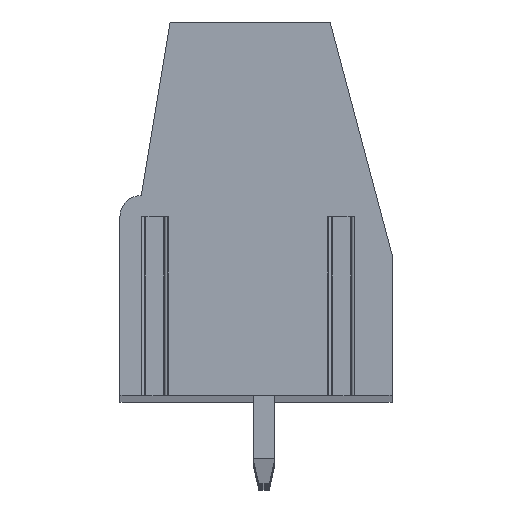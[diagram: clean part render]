
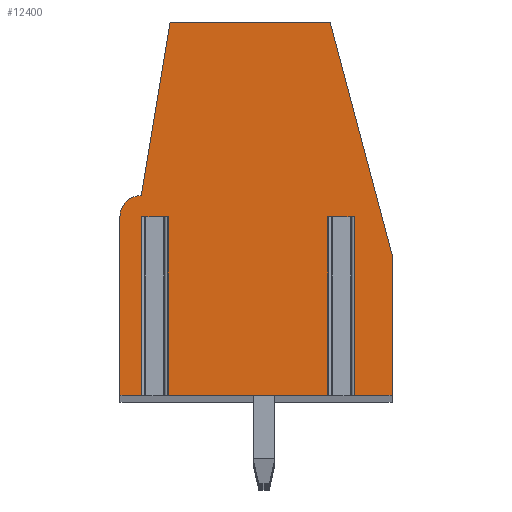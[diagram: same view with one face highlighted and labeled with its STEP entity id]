
A CAD part, top view. The second image highlights one B-rep face of the part: STEP entity #12400.
In plain terms, the highlighted planar face has unit normal (0, 0, 1).
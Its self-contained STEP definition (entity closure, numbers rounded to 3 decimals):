
#35=DIRECTION('',(1.,0.,0.));
#36=VECTOR('',#35,0.958);
#37=CARTESIAN_POINT('',(-3.979,1.095,138.75));
#38=LINE('',#37,#36);
#39=DIRECTION('',(0.,1.,0.));
#40=VECTOR('',#39,6.7);
#41=CARTESIAN_POINT('',(-3.979,-5.605,138.75));
#42=LINE('',#41,#40);
#43=DIRECTION('',(-1.,0.,0.));
#44=VECTOR('',#43,0.821);
#45=CARTESIAN_POINT('',(-3.979,-5.605,138.75));
#46=LINE('',#45,#44);
#47=DIRECTION('',(0.,1.,0.));
#48=VECTOR('',#47,6.7);
#49=CARTESIAN_POINT('',(-4.8,-5.605,138.75));
#50=LINE('',#49,#48);
#51=CARTESIAN_POINT('',(-4.,1.095,138.75));
#52=DIRECTION('',(0.,0.,-1.));
#53=DIRECTION('',(-1.,0.,0.));
#54=AXIS2_PLACEMENT_3D('',#51,#52,#53);
#56=DIRECTION('',(0.164,0.986,0.));
#57=VECTOR('',#56,6.589);
#58=CARTESIAN_POINT('',(-3.999,1.895,138.75));
#59=LINE('',#58,#57);
#60=DIRECTION('',(1.,0.,0.));
#61=VECTOR('',#60,6.);
#62=CARTESIAN_POINT('',(-2.92,8.395,138.75));
#63=LINE('',#62,#61);
#64=DIRECTION('',(0.258,-0.966,0.));
#65=VECTOR('',#64,9.004);
#66=CARTESIAN_POINT('',(3.08,8.395,138.75));
#67=LINE('',#66,#65);
#68=DIRECTION('',(0.,-1.,0.));
#69=VECTOR('',#68,5.3);
#70=CARTESIAN_POINT('',(5.4,-0.305,138.75));
#71=LINE('',#70,#69);
#72=DIRECTION('',(-1.,0.,0.));
#73=VECTOR('',#72,1.421);
#74=CARTESIAN_POINT('',(5.4,-5.605,138.75));
#75=LINE('',#74,#73);
#76=DIRECTION('',(0.,1.,0.));
#77=VECTOR('',#76,6.7);
#78=CARTESIAN_POINT('',(3.979,-5.605,138.75));
#79=LINE('',#78,#77);
#80=DIRECTION('',(1.,0.,0.));
#81=VECTOR('',#80,0.958);
#82=CARTESIAN_POINT('',(3.021,1.095,138.75));
#83=LINE('',#82,#81);
#84=DIRECTION('',(0.,1.,0.));
#85=VECTOR('',#84,6.7);
#86=CARTESIAN_POINT('',(3.021,-5.605,138.75));
#87=LINE('',#86,#85);
#88=DIRECTION('',(-1.,0.,0.));
#89=VECTOR('',#88,6.042);
#90=CARTESIAN_POINT('',(3.021,-5.605,138.75));
#91=LINE('',#90,#89);
#92=DIRECTION('',(0.,1.,0.));
#93=VECTOR('',#92,6.7);
#94=CARTESIAN_POINT('',(-3.021,-5.605,138.75));
#95=LINE('',#94,#93);
#9639=CARTESIAN_POINT('',(-3.999,1.895,138.75));
#9640=CARTESIAN_POINT('',(-2.92,8.395,138.75));
#9641=VERTEX_POINT('',#9639);
#9642=VERTEX_POINT('',#9640);
#9643=CARTESIAN_POINT('',(-4.8,1.095,138.75));
#9644=VERTEX_POINT('',#9643);
#9645=CARTESIAN_POINT('',(-4.8,-5.605,138.75));
#9646=VERTEX_POINT('',#9645);
#9647=CARTESIAN_POINT('',(5.4,-0.305,138.75));
#9648=CARTESIAN_POINT('',(5.4,-5.605,138.75));
#9649=VERTEX_POINT('',#9647);
#9650=VERTEX_POINT('',#9648);
#9651=CARTESIAN_POINT('',(3.08,8.395,138.75));
#9652=VERTEX_POINT('',#9651);
#9739=CARTESIAN_POINT('',(-3.979,1.095,138.75));
#9740=CARTESIAN_POINT('',(-3.021,1.095,138.75));
#9741=VERTEX_POINT('',#9739);
#9742=VERTEX_POINT('',#9740);
#9743=CARTESIAN_POINT('',(3.021,1.095,138.75));
#9744=CARTESIAN_POINT('',(3.979,1.095,138.75));
#9745=VERTEX_POINT('',#9743);
#9746=VERTEX_POINT('',#9744);
#9747=CARTESIAN_POINT('',(3.021,-5.605,138.75));
#9748=VERTEX_POINT('',#9747);
#9749=CARTESIAN_POINT('',(3.979,-5.605,138.75));
#9750=VERTEX_POINT('',#9749);
#9751=CARTESIAN_POINT('',(-3.979,-5.605,138.75));
#9752=VERTEX_POINT('',#9751);
#9753=CARTESIAN_POINT('',(-3.021,-5.605,138.75));
#9754=VERTEX_POINT('',#9753);
#12363=CARTESIAN_POINT('',(0.,0.,138.75));
#12364=DIRECTION('',(0.,0.,1.));
#12365=DIRECTION('',(1.,0.,0.));
#12366=AXIS2_PLACEMENT_3D('',#12363,#12364,#12365);
#12367=PLANE('',#12366);
#12369=ORIENTED_EDGE('',*,*,#12368,.F.);
#12371=ORIENTED_EDGE('',*,*,#12370,.F.);
#12373=ORIENTED_EDGE('',*,*,#12372,.T.);
#12375=ORIENTED_EDGE('',*,*,#12374,.T.);
#12377=ORIENTED_EDGE('',*,*,#12376,.T.);
#12379=ORIENTED_EDGE('',*,*,#12378,.T.);
#12381=ORIENTED_EDGE('',*,*,#12380,.T.);
#12383=ORIENTED_EDGE('',*,*,#12382,.T.);
#12385=ORIENTED_EDGE('',*,*,#12384,.T.);
#12387=ORIENTED_EDGE('',*,*,#12386,.T.);
#12389=ORIENTED_EDGE('',*,*,#12388,.T.);
#12391=ORIENTED_EDGE('',*,*,#12390,.F.);
#12393=ORIENTED_EDGE('',*,*,#12392,.F.);
#12395=ORIENTED_EDGE('',*,*,#12394,.T.);
#12397=ORIENTED_EDGE('',*,*,#12396,.T.);
#12398=EDGE_LOOP('',(#12369,#12371,#12373,#12375,#12377,#12379,#12381,#12383,
#12385,#12387,#12389,#12391,#12393,#12395,#12397));
#12399=FACE_OUTER_BOUND('',#12398,.F.);
#55=CIRCLE('',#54,0.8);
#12368=EDGE_CURVE('',#9741,#9742,#38,.T.);
#12370=EDGE_CURVE('',#9752,#9741,#42,.T.);
#12372=EDGE_CURVE('',#9752,#9646,#46,.T.);
#12374=EDGE_CURVE('',#9646,#9644,#50,.T.);
#12376=EDGE_CURVE('',#9644,#9641,#55,.T.);
#12378=EDGE_CURVE('',#9641,#9642,#59,.T.);
#12380=EDGE_CURVE('',#9642,#9652,#63,.T.);
#12382=EDGE_CURVE('',#9652,#9649,#67,.T.);
#12384=EDGE_CURVE('',#9649,#9650,#71,.T.);
#12386=EDGE_CURVE('',#9650,#9750,#75,.T.);
#12388=EDGE_CURVE('',#9750,#9746,#79,.T.);
#12390=EDGE_CURVE('',#9745,#9746,#83,.T.);
#12392=EDGE_CURVE('',#9748,#9745,#87,.T.);
#12394=EDGE_CURVE('',#9748,#9754,#91,.T.);
#12396=EDGE_CURVE('',#9754,#9742,#95,.T.);
#12400=ADVANCED_FACE('',(#12399),#12367,.T.);
